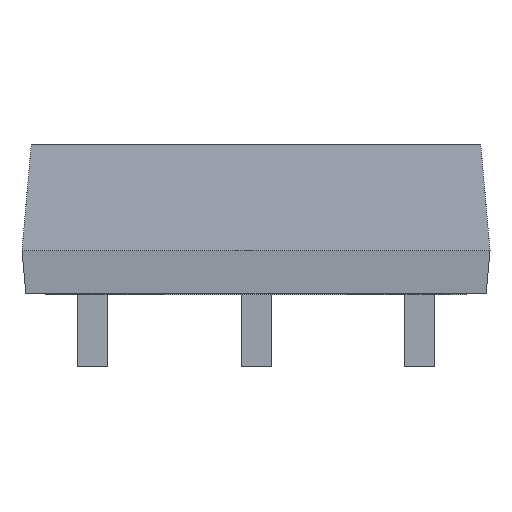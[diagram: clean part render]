
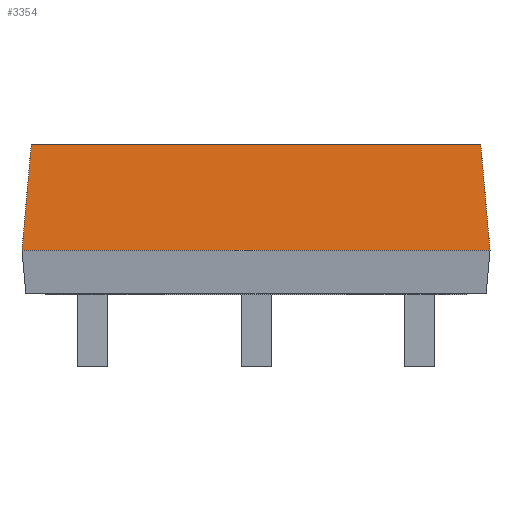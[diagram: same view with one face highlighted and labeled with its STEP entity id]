
A CAD part, left-side view. The second image highlights one B-rep face of the part: STEP entity #3354.
In plain terms, the highlighted planar face has unit normal (-0.996, 0, 0.087).
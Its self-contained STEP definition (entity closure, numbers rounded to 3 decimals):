
#79 = VECTOR ( 'NONE', #2357, 1000. ) ;
#133 = DIRECTION ( 'NONE',  ( 0., 1., 0. ) ) ;
#171 = VERTEX_POINT ( 'NONE', #1700 ) ;
#284 = EDGE_CURVE ( 'NONE', #3959, #171, #568, .T. ) ;
#318 = CARTESIAN_POINT ( 'NONE',  ( -4.994, 7.494, 5. ) ) ;
#568 = LINE ( 'NONE', #3093, #3217 ) ;
#623 = DIRECTION ( 'NONE',  ( 0.087, 0.087, 0.992 ) ) ;
#751 = FACE_OUTER_BOUND ( 'NONE', #3259, .T. ) ;
#984 = VECTOR ( 'NONE', #1448, 1000. ) ;
#1373 = AXIS2_PLACEMENT_3D ( 'NONE', #3273, #3010, #133 ) ;
#1448 = DIRECTION ( 'NONE',  ( 0.087, -0.087, 0.992 ) ) ;
#1673 = PLANE ( 'NONE',  #1373 ) ;
#1700 = CARTESIAN_POINT ( 'NONE',  ( -5.3, -7.8, 1.5 ) ) ;
#1864 = CARTESIAN_POINT ( 'NONE',  ( -5.3, 7.8, 1.5 ) ) ;
#2001 = VERTEX_POINT ( 'NONE', #2938 ) ;
#2006 = CARTESIAN_POINT ( 'NONE',  ( -4.994, 7.494, 5. ) ) ;
#2132 = DIRECTION ( 'NONE',  ( 0., -1., 0. ) ) ;
#2256 = VECTOR ( 'NONE', #623, 1000. ) ;
#2357 = DIRECTION ( 'NONE',  ( 0., -1., 0. ) ) ;
#2509 = LINE ( 'NONE', #3773, #2256 ) ;
#2771 = ORIENTED_EDGE ( 'NONE', *, *, #3609, .T. ) ;
#2790 = LINE ( 'NONE', #3745, #984 ) ;
#2817 = ORIENTED_EDGE ( 'NONE', *, *, #3771, .F. ) ;
#2938 = CARTESIAN_POINT ( 'NONE',  ( -4.994, -7.494, 5. ) ) ;
#2986 = LINE ( 'NONE', #2006, #79 ) ;
#3010 = DIRECTION ( 'NONE',  ( -0.996, 0., 0.087 ) ) ;
#3025 = ORIENTED_EDGE ( 'NONE', *, *, #3326, .F. ) ;
#3029 = ORIENTED_EDGE ( 'NONE', *, *, #284, .T. ) ;
#3093 = CARTESIAN_POINT ( 'NONE',  ( -5.3, 7.8, 1.5 ) ) ;
#3217 = VECTOR ( 'NONE', #2132, 1000. ) ;
#3259 = EDGE_LOOP ( 'NONE', ( #3029, #2771, #3025, #2817 ) ) ;
#3273 = CARTESIAN_POINT ( 'NONE',  ( -5.3, 7.8, 1.5 ) ) ;
#3326 = EDGE_CURVE ( 'NONE', #3418, #2001, #2986, .T. ) ;
#3354 = ADVANCED_FACE ( 'NONE', ( #751 ), #1673, .T. ) ;
#3418 = VERTEX_POINT ( 'NONE', #318 ) ;
#3609 = EDGE_CURVE ( 'NONE', #171, #2001, #2509, .T. ) ;
#3745 = CARTESIAN_POINT ( 'NONE',  ( -5.3, 7.8, 1.5 ) ) ;
#3771 = EDGE_CURVE ( 'NONE', #3959, #3418, #2790, .T. ) ;
#3773 = CARTESIAN_POINT ( 'NONE',  ( -5.3, -7.8, 1.5 ) ) ;
#3959 = VERTEX_POINT ( 'NONE', #1864 ) ;
